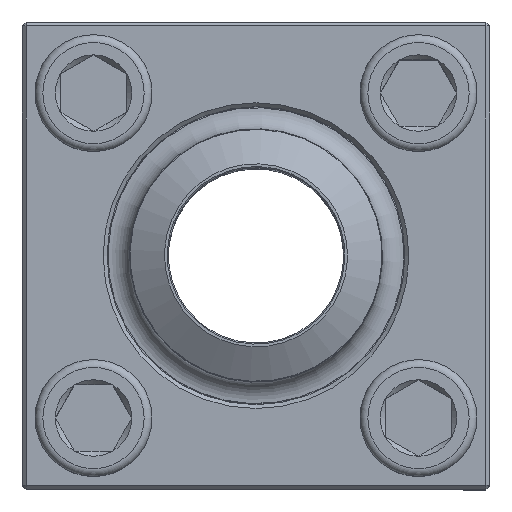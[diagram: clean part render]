
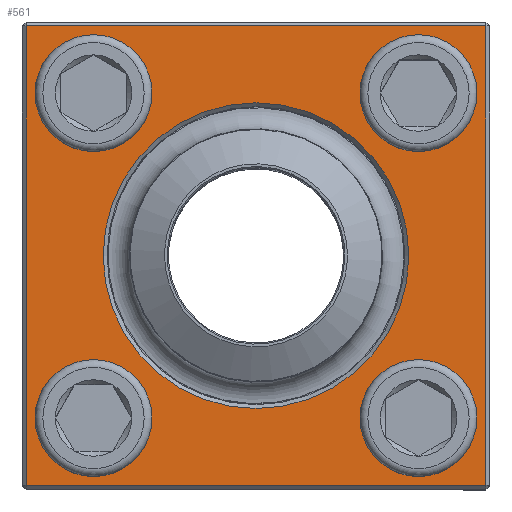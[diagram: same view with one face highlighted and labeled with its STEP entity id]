
A CAD part, top view. The second image highlights one B-rep face of the part: STEP entity #561.
In plain terms, the highlighted planar face has unit normal (0, 0, 1).
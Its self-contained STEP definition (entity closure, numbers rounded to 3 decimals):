
#315=FACE_BOUND('',#798,.T.);
#316=FACE_BOUND('',#799,.T.);
#317=FACE_BOUND('',#800,.T.);
#318=FACE_BOUND('',#801,.T.);
#319=FACE_BOUND('',#802,.T.);
#320=FACE_BOUND('',#803,.T.);
#466=CIRCLE('',#1832,39.25);
#467=CIRCLE('',#1833,11.);
#468=CIRCLE('',#1834,11.);
#469=CIRCLE('',#1835,11.);
#470=CIRCLE('',#1836,11.);
#561=ADVANCED_FACE('',(#315,#316,#317,#318,#319,#320),#689,.F.);
#689=PLANE('',#1837);
#798=EDGE_LOOP('',(#1016));
#799=EDGE_LOOP('',(#1017,#1018,#1019,#1020));
#800=EDGE_LOOP('',(#1021));
#801=EDGE_LOOP('',(#1022));
#802=EDGE_LOOP('',(#1023));
#803=EDGE_LOOP('',(#1024));
#1016=ORIENTED_EDGE('',*,*,#1524,.T.);
#1017=ORIENTED_EDGE('',*,*,#1525,.T.);
#1018=ORIENTED_EDGE('',*,*,#1526,.T.);
#1019=ORIENTED_EDGE('',*,*,#1527,.T.);
#1020=ORIENTED_EDGE('',*,*,#1528,.T.);
#1021=ORIENTED_EDGE('',*,*,#1529,.T.);
#1022=ORIENTED_EDGE('',*,*,#1530,.T.);
#1023=ORIENTED_EDGE('',*,*,#1531,.T.);
#1024=ORIENTED_EDGE('',*,*,#1532,.T.);
#1390=VERTEX_POINT('',#2630);
#1391=VERTEX_POINT('',#2632);
#1392=VERTEX_POINT('',#2633);
#1393=VERTEX_POINT('',#2635);
#1394=VERTEX_POINT('',#2637);
#1395=VERTEX_POINT('',#2640);
#1396=VERTEX_POINT('',#2642);
#1397=VERTEX_POINT('',#2644);
#1398=VERTEX_POINT('',#2646);
#1524=EDGE_CURVE('',#1390,#1390,#466,.T.);
#1525=EDGE_CURVE('',#1391,#1392,#1711,.T.);
#1526=EDGE_CURVE('',#1392,#1393,#1712,.T.);
#1527=EDGE_CURVE('',#1393,#1394,#1713,.T.);
#1528=EDGE_CURVE('',#1394,#1391,#1714,.T.);
#1529=EDGE_CURVE('',#1395,#1395,#467,.T.);
#1530=EDGE_CURVE('',#1396,#1396,#468,.T.);
#1531=EDGE_CURVE('',#1397,#1397,#469,.T.);
#1532=EDGE_CURVE('',#1398,#1398,#470,.T.);
#1711=LINE('',#2631,#1777);
#1712=LINE('',#2634,#1778);
#1713=LINE('',#2636,#1779);
#1714=LINE('',#2638,#1780);
#1777=VECTOR('',#2088,1.);
#1778=VECTOR('',#2089,1.);
#1779=VECTOR('',#2090,1.);
#1780=VECTOR('',#2091,1.);
#1832=AXIS2_PLACEMENT_3D('',#2629,#2086,#2087);
#1833=AXIS2_PLACEMENT_3D('',#2639,#2092,#2093);
#1834=AXIS2_PLACEMENT_3D('',#2641,#2094,#2095);
#1835=AXIS2_PLACEMENT_3D('',#2643,#2096,#2097);
#1836=AXIS2_PLACEMENT_3D('',#2645,#2098,#2099);
#1837=AXIS2_PLACEMENT_3D('',#2647,#2100,#2101);
#2086=DIRECTION('',(0.,0.,-1.));
#2087=DIRECTION('',(-1.,0.,0.));
#2088=DIRECTION('',(-1.,0.,0.));
#2089=DIRECTION('',(0.,-1.,0.));
#2090=DIRECTION('',(1.,0.,0.));
#2091=DIRECTION('',(0.,1.,0.));
#2092=DIRECTION('',(0.,0.,-1.));
#2093=DIRECTION('',(-1.,0.,0.));
#2094=DIRECTION('',(0.,0.,-1.));
#2095=DIRECTION('',(-1.,0.,0.));
#2096=DIRECTION('',(0.,0.,-1.));
#2097=DIRECTION('',(-1.,0.,0.));
#2098=DIRECTION('',(0.,0.,-1.));
#2099=DIRECTION('',(-1.,0.,0.));
#2100=DIRECTION('',(0.,0.,-1.));
#2101=DIRECTION('',(-1.,0.,0.));
#2629=CARTESIAN_POINT('',(0.,0.,48.));
#2630=CARTESIAN_POINT('',(-39.25,0.,48.));
#2631=CARTESIAN_POINT('',(-60.,59.,48.));
#2632=CARTESIAN_POINT('',(59.,59.,48.));
#2633=CARTESIAN_POINT('',(-59.,59.,48.));
#2634=CARTESIAN_POINT('',(-59.,-60.,48.));
#2635=CARTESIAN_POINT('',(-59.,-59.,48.));
#2636=CARTESIAN_POINT('',(60.,-59.,48.));
#2637=CARTESIAN_POINT('',(59.,-59.,48.));
#2638=CARTESIAN_POINT('',(59.,60.,48.));
#2639=CARTESIAN_POINT('',(-41.719,-41.719,48.));
#2640=CARTESIAN_POINT('',(-52.719,-41.719,48.));
#2641=CARTESIAN_POINT('',(-41.719,41.719,48.));
#2642=CARTESIAN_POINT('',(-52.719,41.719,48.));
#2643=CARTESIAN_POINT('',(41.719,41.719,48.));
#2644=CARTESIAN_POINT('',(30.719,41.719,48.));
#2645=CARTESIAN_POINT('',(41.719,-41.719,48.));
#2646=CARTESIAN_POINT('',(30.719,-41.719,48.));
#2647=CARTESIAN_POINT('',(0.,0.,48.));
